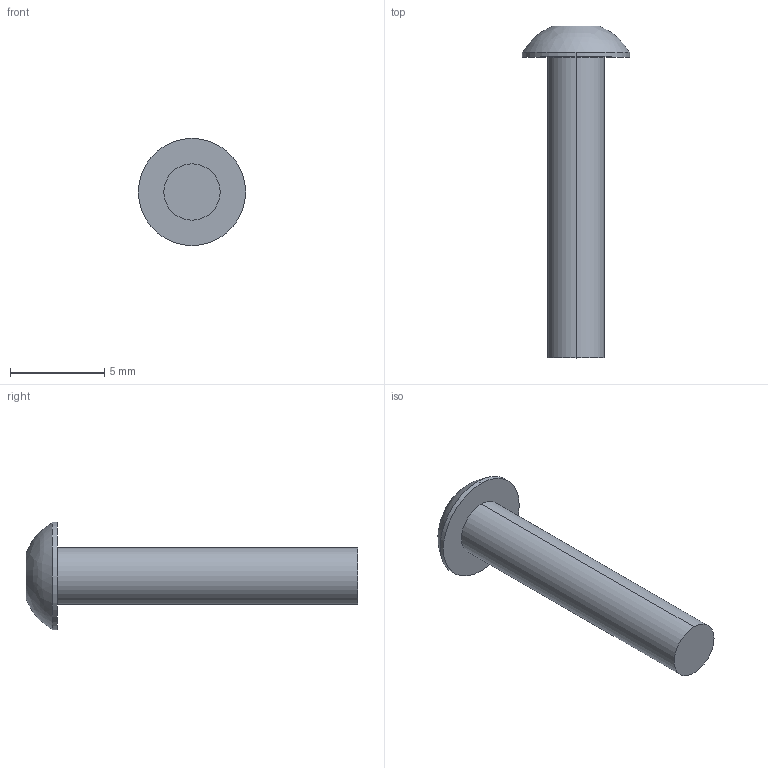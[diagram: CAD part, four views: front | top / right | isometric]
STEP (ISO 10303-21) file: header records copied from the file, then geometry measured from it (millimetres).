
FILE_DESCRIPTION (( 'STEP AP214' ), '1' );
FILE_NAME ('1204-Z1P-B.STEP', '2015-10-06T09:19:55', ( '' ), ( '' ), 'SwSTEP 2.0', 'SolidWorks 2015', '' );
FILE_SCHEMA (( 'AUTOMOTIVE_DESIGN' ));
Length unit declared in the file: millimetre
Products named in the file (1): 1204-Z1P-B
Bounding box: 5.7 x 17.65 x 5.7 mm (x, y, z)
Volume: 138.5 mm3; surface area: 222.3 mm2
Topology: 1 solids, 1 shells, 15 faces, 32 edges, 22 vertices
Faces by surface type: plane 10, cylinder 4, bspline 1
Entity records: 489 total; most frequent: CARTESIAN_POINT 123, DIRECTION 68, ORIENTED_EDGE 64, EDGE_CURVE 32, AXIS2_PLACEMENT_3D 23, VECTOR 22, LINE 22, VERTEX_POINT 22
